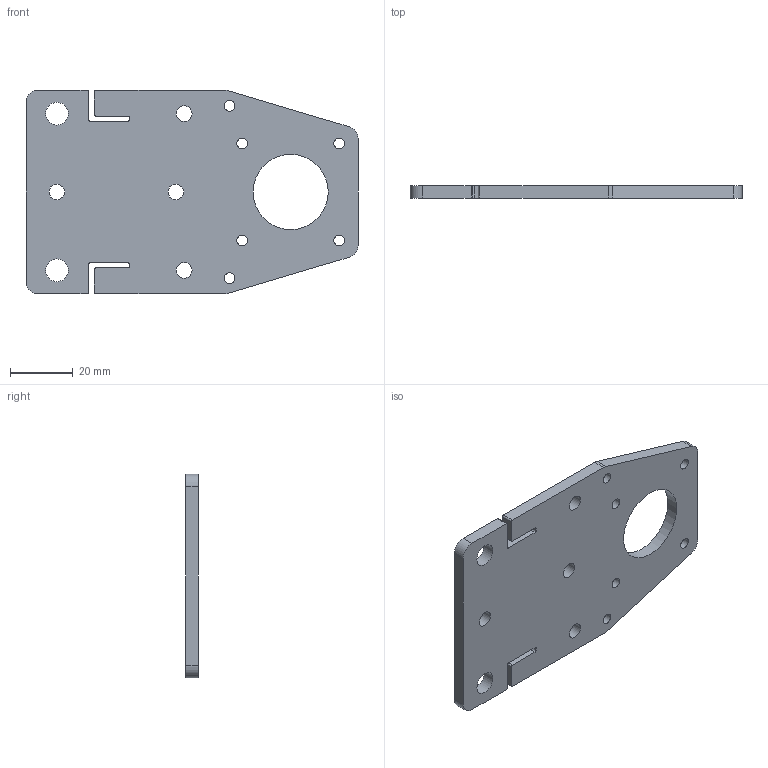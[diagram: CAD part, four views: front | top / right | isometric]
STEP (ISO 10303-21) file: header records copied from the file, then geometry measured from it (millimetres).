
FILE_DESCRIPTION(('HOOPS Exchange Step'),'2;1');
FILE_NAME('021d279722818ae810b9df0f9a59e48d20211027-1-17txf20.SLDPRT.step','2021-10-27T07:46:00+00:00',('root'),('Unknown organisation'),'HOOPS Exchange 2021.0','HOOPS Exchange','Unknown authorisation');
FILE_SCHEMA( ('AUTOMOTIVE_DESIGN { 1 0 10303 214 1 1 1 1 }') );
Length unit declared in the file: millimetre
Products named in the file (3): pulley-side; stepper-side; 021d279722818ae810b9df0f9a59e48d20211027-1-17txf20
Assembly tree (2 placements, depth 2):
  021d279722818ae810b9df0f9a59e48d20211027-1-17txf20
    pulley-side
    stepper-side
Bounding box: 106 x 4 x 65 mm (x, y, z)
Volume: 22449.6 mm3; surface area: 13808 mm2
Topology: 1 solids, 1 shells, 51 faces, 149 edges, 100 vertices
Faces by surface type: cylinder 31, plane 20
Full cylindrical faces by diameter (mm): 3.4 x6, 5 x4, 7.25 x2, 24 x1
Entity records: 1845 total; most frequent: DIRECTION 325, CARTESIAN_POINT 305, ORIENTED_EDGE 298, EDGE_CURVE 149, AXIS2_PLACEMENT_3D 120, VERTEX_POINT 100, VECTOR 85, LINE 85
